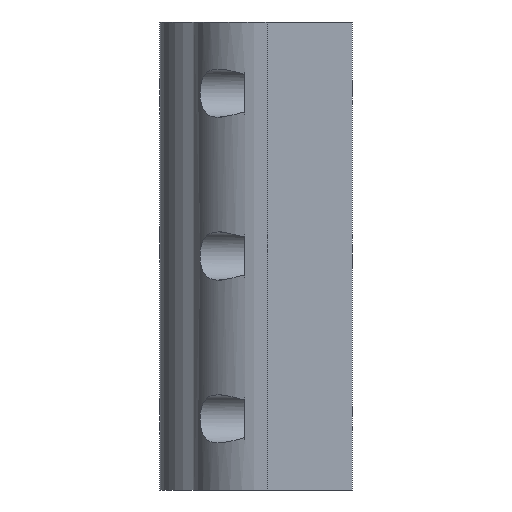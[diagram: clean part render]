
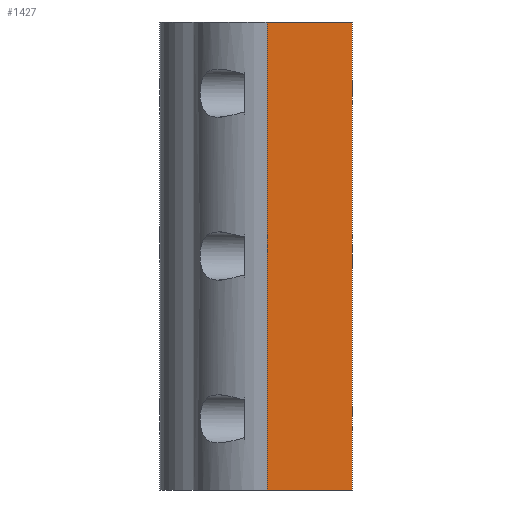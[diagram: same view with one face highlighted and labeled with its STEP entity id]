
A CAD part, left-side view. The second image highlights one B-rep face of the part: STEP entity #1427.
In plain terms, the highlighted planar face has unit normal (-1, 0, 0).
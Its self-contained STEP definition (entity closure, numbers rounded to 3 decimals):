
#11 = EDGE_CURVE ( 'NONE', #119, #862, #374, .T. ) ;
#16 = CARTESIAN_POINT ( 'NONE',  ( 0., 21.5, 63.2 ) ) ;
#24 = DIRECTION ( 'NONE',  ( 0., 1., 0. ) ) ;
#111 = CARTESIAN_POINT ( 'NONE',  ( 0., 11.5, 63.2 ) ) ;
#119 = VERTEX_POINT ( 'NONE', #1322 ) ;
#137 = EDGE_CURVE ( 'NONE', #394, #119, #2427, .T. ) ;
#191 = DIRECTION ( 'NONE',  ( 0., -1., 0. ) ) ;
#259 = ORIENTED_EDGE ( 'NONE', *, *, #11, .T. ) ;
#287 = VERTEX_POINT ( 'NONE', #1728 ) ;
#374 = LINE ( 'NONE', #2479, #1995 ) ;
#394 = VERTEX_POINT ( 'NONE', #111 ) ;
#414 = LINE ( 'NONE', #16, #964 ) ;
#524 = EDGE_CURVE ( 'NONE', #287, #862, #599, .T. ) ;
#599 = LINE ( 'NONE', #1454, #1891 ) ;
#604 = VECTOR ( 'NONE', #869, 1000. ) ;
#613 = FACE_OUTER_BOUND ( 'NONE', #1516, .T. ) ;
#653 = DIRECTION ( 'NONE',  ( 1., 0., 0. ) ) ;
#862 = VERTEX_POINT ( 'NONE', #917 ) ;
#869 = DIRECTION ( 'NONE',  ( 0., 0., -1. ) ) ;
#917 = CARTESIAN_POINT ( 'NONE',  ( 0., 0., 0. ) ) ;
#964 = VECTOR ( 'NONE', #1699, 1000. ) ;
#1322 = CARTESIAN_POINT ( 'NONE',  ( 0., 11.5, 0. ) ) ;
#1346 = ORIENTED_EDGE ( 'NONE', *, *, #524, .F. ) ;
#1372 = ORIENTED_EDGE ( 'NONE', *, *, #1679, .F. ) ;
#1427 = ADVANCED_FACE ( 'NONE', ( #613 ), #2008, .F. ) ;
#1454 = CARTESIAN_POINT ( 'NONE',  ( 0., 0., 63.2 ) ) ;
#1516 = EDGE_LOOP ( 'NONE', ( #1372, #1678, #259, #1346 ) ) ;
#1678 = ORIENTED_EDGE ( 'NONE', *, *, #137, .T. ) ;
#1679 = EDGE_CURVE ( 'NONE', #394, #287, #414, .T. ) ;
#1694 = CARTESIAN_POINT ( 'NONE',  ( 0., 21.5, 63.2 ) ) ;
#1699 = DIRECTION ( 'NONE',  ( 0., -1., 0. ) ) ;
#1728 = CARTESIAN_POINT ( 'NONE',  ( 0., 0., 63.2 ) ) ;
#1849 = DIRECTION ( 'NONE',  ( 0., 0., -1. ) ) ;
#1891 = VECTOR ( 'NONE', #1849, 1000. ) ;
#1901 = CARTESIAN_POINT ( 'NONE',  ( 0., 11.5, 0. ) ) ;
#1995 = VECTOR ( 'NONE', #191, 1000. ) ;
#2008 = PLANE ( 'NONE',  #2652 ) ;
#2427 = LINE ( 'NONE', #1901, #604 ) ;
#2479 = CARTESIAN_POINT ( 'NONE',  ( 0., 21.5, 0. ) ) ;
#2652 = AXIS2_PLACEMENT_3D ( 'NONE', #1694, #653, #24 ) ;
